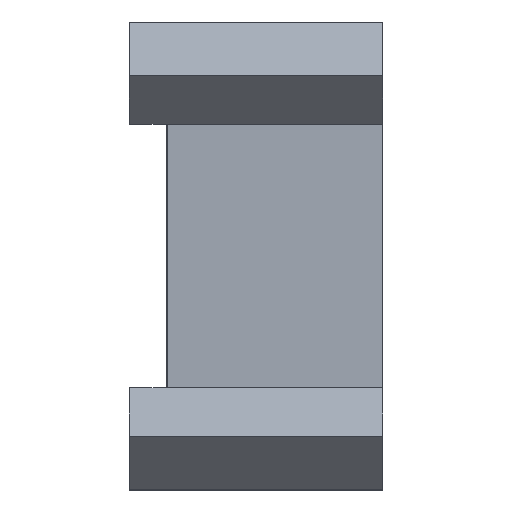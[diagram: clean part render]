
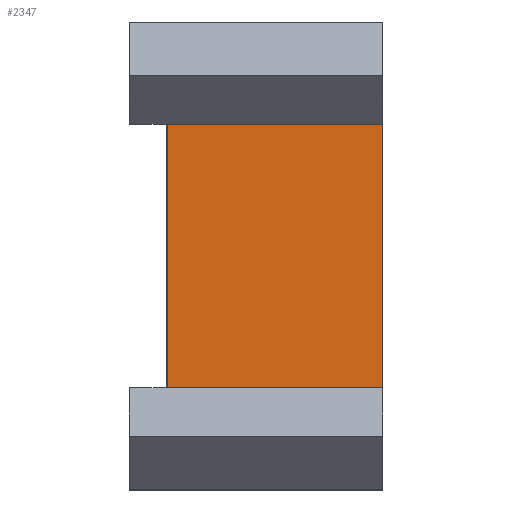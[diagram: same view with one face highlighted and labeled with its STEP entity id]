
A CAD part, left-side view. The second image highlights one B-rep face of the part: STEP entity #2347.
In plain terms, the highlighted planar face has unit normal (-1, 0, 0).
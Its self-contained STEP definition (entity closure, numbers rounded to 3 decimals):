
#120 = VERTEX_POINT ( 'NONE', #136 ) ;
#136 = CARTESIAN_POINT ( 'NONE',  ( -7322.448, 8500., 5201.127 ) ) ;
#274 = CARTESIAN_POINT ( 'NONE',  ( -7322.448, 10000., -5201.127 ) ) ;
#515 = CARTESIAN_POINT ( 'NONE',  ( -7322.448, 0., -5201.127 ) ) ;
#606 = EDGE_LOOP ( 'NONE', ( #2143, #2066, #1692, #3625 ) ) ;
#726 = VECTOR ( 'NONE', #3257, 1000. ) ;
#737 = VECTOR ( 'NONE', #3673, 1000. ) ;
#840 = LINE ( 'NONE', #2368, #737 ) ;
#876 = EDGE_CURVE ( 'NONE', #2458, #2514, #840, .T. ) ;
#1084 = VECTOR ( 'NONE', #2680, 1000. ) ;
#1409 = EDGE_CURVE ( 'NONE', #3978, #120, #3509, .T. ) ;
#1499 = CARTESIAN_POINT ( 'NONE',  ( -7322.448, 10000., 5201.127 ) ) ;
#1692 = ORIENTED_EDGE ( 'NONE', *, *, #2023, .T. ) ;
#2007 = VECTOR ( 'NONE', #4611, 1000. ) ;
#2023 = EDGE_CURVE ( 'NONE', #3978, #2514, #2957, .T. ) ;
#2066 = ORIENTED_EDGE ( 'NONE', *, *, #1409, .F. ) ;
#2143 = ORIENTED_EDGE ( 'NONE', *, *, #2265, .F. ) ;
#2255 = DIRECTION ( 'NONE',  ( -1., 0., 0. ) ) ;
#2265 = EDGE_CURVE ( 'NONE', #120, #2458, #3780, .T. ) ;
#2347 = ADVANCED_FACE ( 'NONE', ( #3102 ), #3403, .T. ) ;
#2368 = CARTESIAN_POINT ( 'NONE',  ( -7322.448, 0., 0. ) ) ;
#2458 = VERTEX_POINT ( 'NONE', #3225 ) ;
#2514 = VERTEX_POINT ( 'NONE', #515 ) ;
#2680 = DIRECTION ( 'NONE',  ( 0., -1., 0. ) ) ;
#2726 = CARTESIAN_POINT ( 'NONE',  ( -7322.448, 10000., 0. ) ) ;
#2957 = LINE ( 'NONE', #274, #726 ) ;
#3089 = CARTESIAN_POINT ( 'NONE',  ( -7322.448, 8500., -5201.127 ) ) ;
#3102 = FACE_OUTER_BOUND ( 'NONE', #606, .T. ) ;
#3225 = CARTESIAN_POINT ( 'NONE',  ( -7322.448, 0., 5201.127 ) ) ;
#3257 = DIRECTION ( 'NONE',  ( 0., -1., 0. ) ) ;
#3403 = PLANE ( 'NONE',  #3814 ) ;
#3427 = DIRECTION ( 'NONE',  ( 0., 0., 1. ) ) ;
#3509 = LINE ( 'NONE', #3089, #2007 ) ;
#3625 = ORIENTED_EDGE ( 'NONE', *, *, #876, .F. ) ;
#3673 = DIRECTION ( 'NONE',  ( 0., 0., -1. ) ) ;
#3780 = LINE ( 'NONE', #1499, #1084 ) ;
#3814 = AXIS2_PLACEMENT_3D ( 'NONE', #2726, #2255, #3427 ) ;
#3978 = VERTEX_POINT ( 'NONE', #4894 ) ;
#4611 = DIRECTION ( 'NONE',  ( 0., 0., 1. ) ) ;
#4894 = CARTESIAN_POINT ( 'NONE',  ( -7322.448, 8500., -5201.127 ) ) ;
